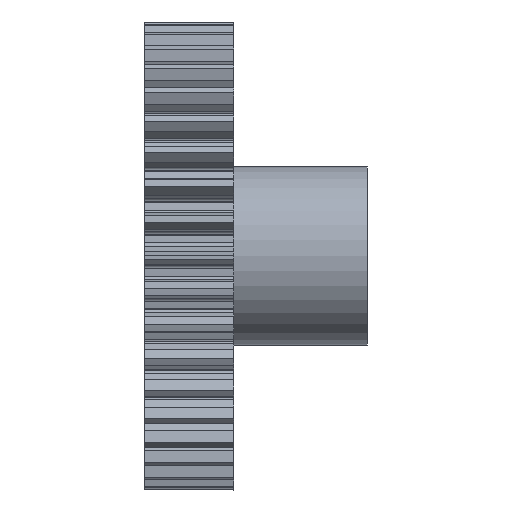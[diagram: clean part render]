
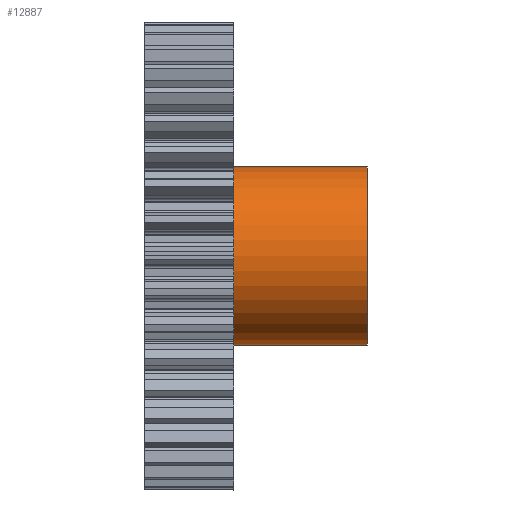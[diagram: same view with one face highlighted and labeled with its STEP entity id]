
A CAD part, top view. The second image highlights one B-rep face of the part: STEP entity #12887.
In plain terms, the highlighted cylindrical face has radius 8 mm (diameter 16 mm), a partial arc.
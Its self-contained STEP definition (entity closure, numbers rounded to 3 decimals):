
#12848=CARTESIAN_POINT('Axis2P3D Location',(19.,0.,0.)) ;
#12853=CARTESIAN_POINT('Line Origine',(17.75,-8.,0.)) ;
#12857=CARTESIAN_POINT('Vertex',(25.,-8.,0.)) ;
#12859=CARTESIAN_POINT('Vertex',(12.5,-8.,0.)) ;
#12862=CARTESIAN_POINT('Axis2P3D Location',(25.,0.,0.)) ;
#12866=CARTESIAN_POINT('Vertex',(25.,8.,0.)) ;
#12869=CARTESIAN_POINT('Line Origine',(17.75,8.,0.)) ;
#12873=CARTESIAN_POINT('Vertex',(12.5,8.,0.)) ;
#12876=CARTESIAN_POINT('Axis2P3D Location',(12.5,0.,0.)) ;
#12849=DIRECTION('Axis2P3D Direction',(1.,0.,-0.)) ;
#12850=DIRECTION('Axis2P3D XDirection',(0.,1.,0.)) ;
#12854=DIRECTION('Vector Direction',(1.,0.,0.)) ;
#12863=DIRECTION('Axis2P3D Direction',(1.,0.,-0.)) ;
#12870=DIRECTION('Vector Direction',(1.,0.,0.)) ;
#12877=DIRECTION('Axis2P3D Direction',(1.,0.,-0.)) ;
#12851=AXIS2_PLACEMENT_3D('Cylinder Axis2P3D',#12848,#12849,#12850) ;
#12864=AXIS2_PLACEMENT_3D('Circle Axis2P3D',#12862,#12863,$) ;
#12878=AXIS2_PLACEMENT_3D('Circle Axis2P3D',#12876,#12877,$) ;
#12882=ORIENTED_EDGE('',*,*,#12861,.F.) ;
#12883=ORIENTED_EDGE('',*,*,#12868,.F.) ;
#12884=ORIENTED_EDGE('',*,*,#12875,.T.) ;
#12885=ORIENTED_EDGE('',*,*,#12880,.F.) ;
#12855=VECTOR('Line Direction',#12854,1.) ;
#12871=VECTOR('Line Direction',#12870,1.) ;
#12887=ADVANCED_FACE('1',(#12886),#12852,.T.) ;
#12865=CIRCLE('generated circle',#12864,8.) ;
#12879=CIRCLE('generated circle',#12878,8.) ;
#12852=CYLINDRICAL_SURFACE('generated cylinder',#12851,8.) ;
#12861=EDGE_CURVE('',#12858,#12860,#12856,.F.) ;
#12868=EDGE_CURVE('',#12867,#12858,#12865,.T.) ;
#12875=EDGE_CURVE('',#12867,#12874,#12872,.F.) ;
#12880=EDGE_CURVE('',#12860,#12874,#12879,.F.) ;
#12881=EDGE_LOOP('',(#12882,#12883,#12884,#12885)) ;
#12886=FACE_OUTER_BOUND('',#12881,.T.) ;
#12856=LINE('Line',#12853,#12855) ;
#12872=LINE('Line',#12869,#12871) ;
#12858=VERTEX_POINT('',#12857) ;
#12860=VERTEX_POINT('',#12859) ;
#12867=VERTEX_POINT('',#12866) ;
#12874=VERTEX_POINT('',#12873) ;
